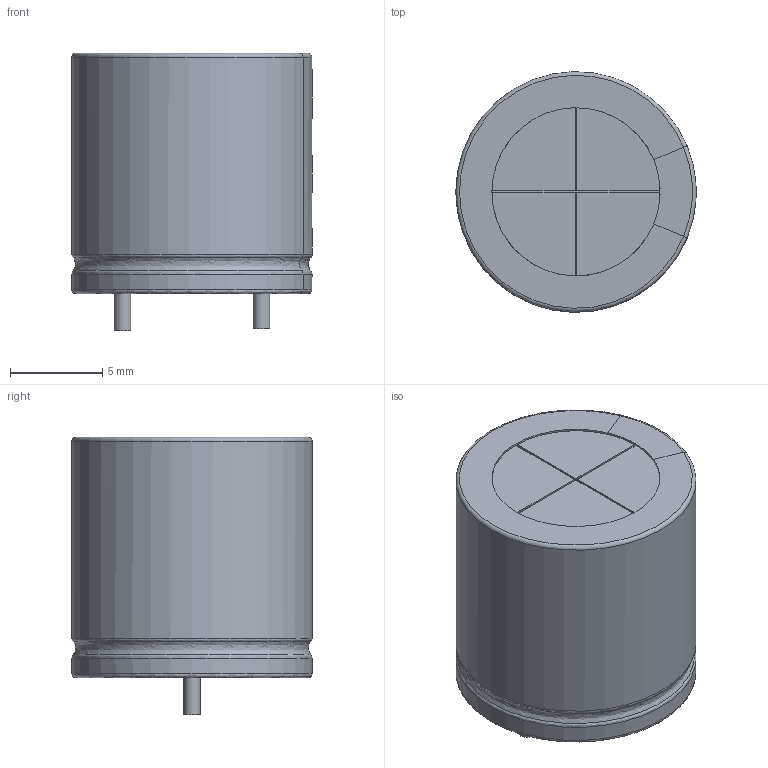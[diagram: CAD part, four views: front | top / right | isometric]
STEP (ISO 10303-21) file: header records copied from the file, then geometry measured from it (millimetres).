
FILE_DESCRIPTION(/* description */ ('model of CP_Radial_D13.0mm_P7.50mm'),/* implementation_level */ '2;1');
FILE_NAME(/* name */ 'CP_Radial_D13.0mm_P7.50mm.step',/* time_stamp */ '2017-05-20T20:38:27',/* author */ ('kicad StepUp','ksu'),/* organization */ ('FreeCAD'),/* preprocessor_version */ 'OCC',/* originating_system */ 'kicad StepUp',/* authorisation */ '');
FILE_SCHEMA(('AUTOMOTIVE_DESIGN_CC2 { 1 2 10303 214 -1 1 5 4 }'));
Length unit declared in the file: millimetre
Products named in the file (1): CP_Radial_D130mm_P750mm
Bounding box: 13 x 13 x 15 mm (x, y, z)
Volume: 1696.4 mm3; surface area: 950.2 mm2
Topology: 1 solids, 2 shells, 51 faces, 136 edges, 93 vertices
Faces by surface type: plane 23, cylinder 15, bspline 6, revolution 5, torus 2
Full cylindrical faces by diameter (mm): 0.9 x2
Entity records: 1597 total; most frequent: CARTESIAN_POINT 620, ORIENTED_EDGE 229, EDGE_CURVE 136, VERTEX_POINT 93, AXIS2_PLACEMENT_3D 60, FACE_BOUND 55, EDGE_LOOP 55, ADVANCED_FACE 51
